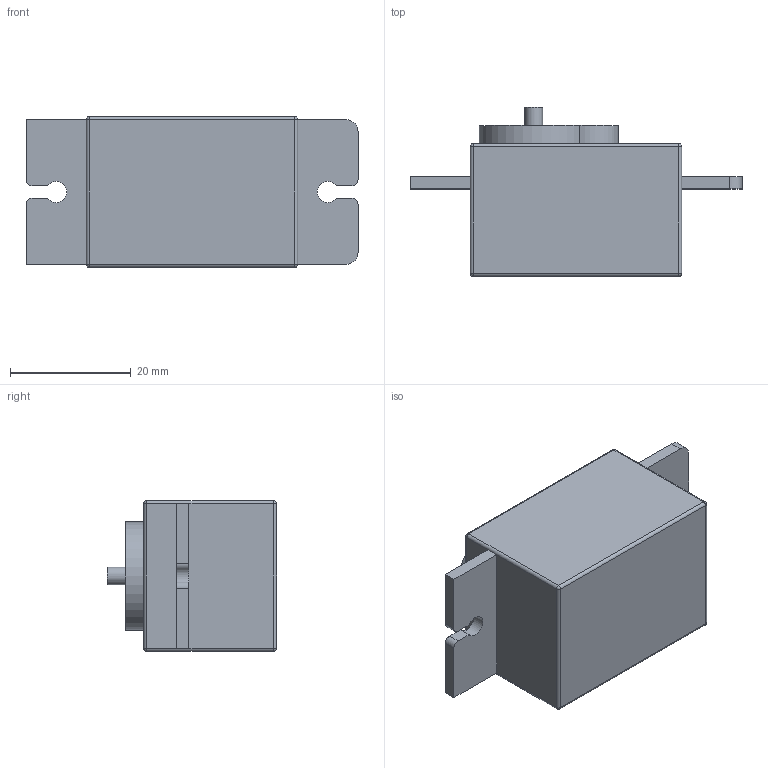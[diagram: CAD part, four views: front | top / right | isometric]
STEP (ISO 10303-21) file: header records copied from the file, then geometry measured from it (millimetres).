
FILE_DESCRIPTION(/* description */ (''),/* implementation_level */ '2;1');
FILE_NAME(/* name */ 'ServoMotor representação v3.step',/* time_stamp */ '2022-08-22T13:57:56-03:00',/* author */ (''),/* organization */ (''),/* preprocessor_version */ 'ST-DEVELOPER v19',/* originating_system */ 'Autodesk Translation Framework v11.7.0.108',/* authorisation */ '');
FILE_SCHEMA (('AUTOMOTIVE_DESIGN { 1 0 10303 214 3 1 1 }'));
Length unit declared in the file: millimetre
Products named in the file (2): ServoMotor representação; Component2
Assembly tree (1 placements, depth 2):
  ServoMotor representação
    Component2
Bounding box: 55 x 28 x 25 mm (x, y, z)
Volume: 21037.5 mm3; surface area: 5560.4 mm2
Topology: 1 solids, 1 shells, 57 faces, 127 edges, 74 vertices
Faces by surface type: plane 26, cylinder 23, sphere 8
Full cylindrical faces by diameter (mm): 2.927 x1
Entity records: 1604 total; most frequent: DIRECTION 293, CARTESIAN_POINT 261, ORIENTED_EDGE 254, EDGE_CURVE 127, AXIS2_PLACEMENT_3D 106, LINE 81, VECTOR 81, VERTEX_POINT 74
